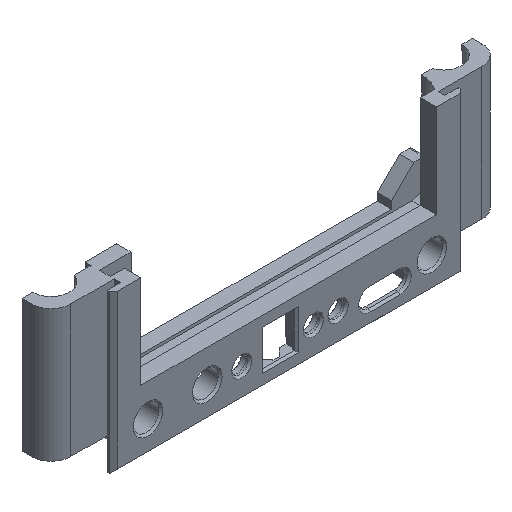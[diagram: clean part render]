
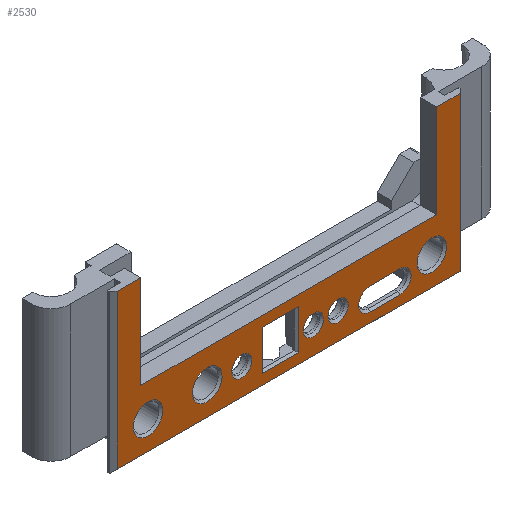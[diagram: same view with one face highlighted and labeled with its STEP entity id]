
A CAD part, isometric view. The second image highlights one B-rep face of the part: STEP entity #2530.
In plain terms, the highlighted planar face has unit normal (0, -1, 0).
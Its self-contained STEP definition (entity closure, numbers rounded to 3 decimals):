
#36=FACE_BOUND('',#348,.T.);
#37=FACE_BOUND('',#349,.T.);
#38=FACE_BOUND('',#350,.T.);
#39=FACE_BOUND('',#351,.T.);
#40=FACE_BOUND('',#352,.T.);
#41=FACE_BOUND('',#353,.T.);
#42=FACE_BOUND('',#354,.T.);
#43=FACE_BOUND('',#355,.T.);
#101=CIRCLE('',#2721,2.3);
#102=CIRCLE('',#2722,2.3);
#103=CIRCLE('',#2723,3.);
#104=CIRCLE('',#2724,2.05);
#105=CIRCLE('',#2725,2.05);
#106=CIRCLE('',#2726,2.05);
#107=CIRCLE('',#2727,3.);
#108=CIRCLE('',#2728,3.);
#200=FACE_OUTER_BOUND('',#347,.T.);
#347=EDGE_LOOP('',(#1875,#1876,#1877,#1878,#1879,#1880,#1881,#1882));
#348=EDGE_LOOP('',(#1883,#1884,#1885,#1886));
#349=EDGE_LOOP('',(#1887));
#350=EDGE_LOOP('',(#1888));
#351=EDGE_LOOP('',(#1889));
#352=EDGE_LOOP('',(#1890));
#353=EDGE_LOOP('',(#1891));
#354=EDGE_LOOP('',(#1892));
#355=EDGE_LOOP('',(#1893,#1894,#1895,#1896));
#553=LINE('',#3859,#846);
#556=LINE('',#3864,#849);
#560=LINE('',#3871,#853);
#561=LINE('',#3873,#854);
#563=LINE('',#3878,#856);
#564=LINE('',#3880,#857);
#565=LINE('',#3882,#858);
#566=LINE('',#3884,#859);
#567=LINE('',#3886,#860);
#568=LINE('',#3888,#861);
#569=LINE('',#3890,#862);
#570=LINE('',#3891,#863);
#571=LINE('',#3896,#864);
#572=LINE('',#3899,#865);
#846=VECTOR('',#3111,10.);
#849=VECTOR('',#3116,10.);
#853=VECTOR('',#3122,10.);
#854=VECTOR('',#3125,10.);
#856=VECTOR('',#3129,10.);
#857=VECTOR('',#3130,10.);
#858=VECTOR('',#3131,10.);
#859=VECTOR('',#3132,10.);
#860=VECTOR('',#3133,10.);
#861=VECTOR('',#3134,10.);
#862=VECTOR('',#3135,10.);
#863=VECTOR('',#3136,10.);
#864=VECTOR('',#3139,10.);
#865=VECTOR('',#3142,10.);
#1137=VERTEX_POINT('',#3857);
#1138=VERTEX_POINT('',#3858);
#1139=VERTEX_POINT('',#3863);
#1141=VERTEX_POINT('',#3869);
#1142=VERTEX_POINT('',#3876);
#1143=VERTEX_POINT('',#3877);
#1144=VERTEX_POINT('',#3879);
#1145=VERTEX_POINT('',#3881);
#1146=VERTEX_POINT('',#3883);
#1147=VERTEX_POINT('',#3885);
#1148=VERTEX_POINT('',#3887);
#1149=VERTEX_POINT('',#3889);
#1150=VERTEX_POINT('',#3892);
#1151=VERTEX_POINT('',#3893);
#1152=VERTEX_POINT('',#3895);
#1153=VERTEX_POINT('',#3897);
#1154=VERTEX_POINT('',#3900);
#1155=VERTEX_POINT('',#3902);
#1156=VERTEX_POINT('',#3904);
#1157=VERTEX_POINT('',#3906);
#1158=VERTEX_POINT('',#3908);
#1159=VERTEX_POINT('',#3910);
#1414=EDGE_CURVE('',#1137,#1138,#553,.T.);
#1417=EDGE_CURVE('',#1138,#1139,#556,.T.);
#1421=EDGE_CURVE('',#1141,#1137,#560,.T.);
#1422=EDGE_CURVE('',#1139,#1141,#561,.T.);
#1424=EDGE_CURVE('',#1142,#1143,#563,.T.);
#1425=EDGE_CURVE('',#1144,#1142,#564,.T.);
#1426=EDGE_CURVE('',#1145,#1144,#565,.T.);
#1427=EDGE_CURVE('',#1145,#1146,#566,.T.);
#1428=EDGE_CURVE('',#1146,#1147,#567,.T.);
#1429=EDGE_CURVE('',#1147,#1148,#568,.T.);
#1430=EDGE_CURVE('',#1149,#1148,#569,.T.);
#1431=EDGE_CURVE('',#1143,#1149,#570,.T.);
#1432=EDGE_CURVE('',#1150,#1151,#101,.T.);
#1433=EDGE_CURVE('',#1152,#1150,#571,.T.);
#1434=EDGE_CURVE('',#1153,#1152,#102,.T.);
#1435=EDGE_CURVE('',#1151,#1153,#572,.T.);
#1436=EDGE_CURVE('',#1154,#1154,#103,.T.);
#1437=EDGE_CURVE('',#1155,#1155,#104,.T.);
#1438=EDGE_CURVE('',#1156,#1156,#105,.T.);
#1439=EDGE_CURVE('',#1157,#1157,#106,.T.);
#1440=EDGE_CURVE('',#1158,#1158,#107,.T.);
#1441=EDGE_CURVE('',#1159,#1159,#108,.T.);
#1875=ORIENTED_EDGE('',*,*,#1424,.F.);
#1876=ORIENTED_EDGE('',*,*,#1425,.F.);
#1877=ORIENTED_EDGE('',*,*,#1426,.F.);
#1878=ORIENTED_EDGE('',*,*,#1427,.T.);
#1879=ORIENTED_EDGE('',*,*,#1428,.T.);
#1880=ORIENTED_EDGE('',*,*,#1429,.T.);
#1881=ORIENTED_EDGE('',*,*,#1430,.F.);
#1882=ORIENTED_EDGE('',*,*,#1431,.F.);
#1883=ORIENTED_EDGE('',*,*,#1432,.F.);
#1884=ORIENTED_EDGE('',*,*,#1433,.F.);
#1885=ORIENTED_EDGE('',*,*,#1434,.F.);
#1886=ORIENTED_EDGE('',*,*,#1435,.F.);
#1887=ORIENTED_EDGE('',*,*,#1436,.F.);
#1888=ORIENTED_EDGE('',*,*,#1437,.F.);
#1889=ORIENTED_EDGE('',*,*,#1438,.F.);
#1890=ORIENTED_EDGE('',*,*,#1439,.F.);
#1891=ORIENTED_EDGE('',*,*,#1440,.F.);
#1892=ORIENTED_EDGE('',*,*,#1441,.F.);
#1893=ORIENTED_EDGE('',*,*,#1414,.F.);
#1894=ORIENTED_EDGE('',*,*,#1421,.F.);
#1895=ORIENTED_EDGE('',*,*,#1422,.F.);
#1896=ORIENTED_EDGE('',*,*,#1417,.F.);
#2413=PLANE('',#2720);
#2530=ADVANCED_FACE('',(#200,#36,#37,#38,#39,#40,#41,#42,#43),#2413,.T.);
#2720=AXIS2_PLACEMENT_3D('',#3875,#3127,#3128);
#2721=AXIS2_PLACEMENT_3D('',#3894,#3137,#3138);
#2722=AXIS2_PLACEMENT_3D('',#3898,#3140,#3141);
#2723=AXIS2_PLACEMENT_3D('',#3901,#3143,#3144);
#2724=AXIS2_PLACEMENT_3D('',#3903,#3145,#3146);
#2725=AXIS2_PLACEMENT_3D('',#3905,#3147,#3148);
#2726=AXIS2_PLACEMENT_3D('',#3907,#3149,#3150);
#2727=AXIS2_PLACEMENT_3D('',#3909,#3151,#3152);
#2728=AXIS2_PLACEMENT_3D('',#3911,#3153,#3154);
#3111=DIRECTION('',(0.,0.,-1.));
#3116=DIRECTION('',(1.,0.,0.));
#3122=DIRECTION('',(-1.,0.,0.));
#3125=DIRECTION('',(0.,0.,1.));
#3127=DIRECTION('center_axis',(0.,-1.,0.));
#3128=DIRECTION('ref_axis',(0.,0.,-1.));
#3129=DIRECTION('',(0.,0.,1.));
#3130=DIRECTION('',(-1.,0.,0.));
#3131=DIRECTION('',(0.,0.,-1.));
#3132=DIRECTION('',(-1.,0.,0.));
#3133=DIRECTION('',(0.,0.,-1.));
#3134=DIRECTION('',(-1.,0.,0.));
#3135=DIRECTION('',(0.,0.,-1.));
#3136=DIRECTION('',(1.,0.,0.));
#3137=DIRECTION('center_axis',(0.,-1.,0.));
#3138=DIRECTION('ref_axis',(0.,0.,-1.));
#3139=DIRECTION('',(1.,0.,0.));
#3140=DIRECTION('center_axis',(0.,-1.,0.));
#3141=DIRECTION('ref_axis',(0.,0.,1.));
#3142=DIRECTION('',(-1.,0.,0.));
#3143=DIRECTION('center_axis',(0.,-1.,0.));
#3144=DIRECTION('ref_axis',(1.,0.,0.));
#3145=DIRECTION('center_axis',(0.,-1.,0.));
#3146=DIRECTION('ref_axis',(1.,0.,0.));
#3147=DIRECTION('center_axis',(0.,-1.,0.));
#3148=DIRECTION('ref_axis',(1.,0.,0.));
#3149=DIRECTION('center_axis',(0.,-1.,0.));
#3150=DIRECTION('ref_axis',(1.,0.,0.));
#3151=DIRECTION('center_axis',(0.,-1.,0.));
#3152=DIRECTION('ref_axis',(1.,0.,0.));
#3153=DIRECTION('center_axis',(0.,-1.,0.));
#3154=DIRECTION('ref_axis',(1.,0.,0.));
#3857=CARTESIAN_POINT('',(-5.35,-8.4,8.5));
#3858=CARTESIAN_POINT('',(-5.35,-8.4,0.4));
#3859=CARTESIAN_POINT('',(-5.35,-8.4,7.15));
#3863=CARTESIAN_POINT('',(1.95,-8.4,0.4));
#3864=CARTESIAN_POINT('',(9.662,-8.4,0.4));
#3869=CARTESIAN_POINT('',(1.95,-8.4,8.5));
#3871=CARTESIAN_POINT('',(6.412,-8.4,8.5));
#3873=CARTESIAN_POINT('',(1.95,-8.4,10.8));
#3875=CARTESIAN_POINT('Origin',(17.775,-8.4,13.5));
#3876=CARTESIAN_POINT('',(-34.75,-8.4,-1.7));
#3877=CARTESIAN_POINT('',(-34.75,-8.4,29.5));
#3878=CARTESIAN_POINT('',(-34.75,-8.4,5.5));
#3879=CARTESIAN_POINT('',(34.75,-8.4,-1.7));
#3880=CARTESIAN_POINT('',(8.887,-8.4,-1.7));
#3881=CARTESIAN_POINT('',(34.75,-8.4,29.5));
#3882=CARTESIAN_POINT('',(34.75,-8.4,5.5));
#3883=CARTESIAN_POINT('',(29.95,-8.4,29.5));
#3884=CARTESIAN_POINT('',(35.55,-8.4,29.5));
#3885=CARTESIAN_POINT('',(29.95,-8.4,10.6));
#3886=CARTESIAN_POINT('',(29.95,-8.4,29.5));
#3887=CARTESIAN_POINT('',(-29.95,-8.4,10.6));
#3888=CARTESIAN_POINT('',(29.95,-8.4,10.6));
#3889=CARTESIAN_POINT('',(-29.95,-8.4,29.5));
#3890=CARTESIAN_POINT('',(-29.95,-8.4,29.5));
#3891=CARTESIAN_POINT('',(-35.55,-8.4,29.5));
#3892=CARTESIAN_POINT('',(22.5,-8.4,0.25));
#3893=CARTESIAN_POINT('',(22.5,-8.4,4.85));
#3894=CARTESIAN_POINT('Origin',(22.5,-8.4,2.55));
#3895=CARTESIAN_POINT('',(16.5,-8.4,0.25));
#3896=CARTESIAN_POINT('',(20.138,-8.4,0.25));
#3897=CARTESIAN_POINT('',(16.5,-8.4,4.85));
#3898=CARTESIAN_POINT('Origin',(16.5,-8.4,2.55));
#3899=CARTESIAN_POINT('',(17.138,-8.4,4.85));
#3900=CARTESIAN_POINT('',(-19.5,-8.4,4.));
#3901=CARTESIAN_POINT('Origin',(-16.5,-8.4,4.));
#3902=CARTESIAN_POINT('',(7.95,-8.4,3.75));
#3903=CARTESIAN_POINT('Origin',(10.,-8.4,3.75));
#3904=CARTESIAN_POINT('',(-11.55,-8.4,3.75));
#3905=CARTESIAN_POINT('Origin',(-9.5,-8.4,3.75));
#3906=CARTESIAN_POINT('',(2.95,-8.4,3.75));
#3907=CARTESIAN_POINT('Origin',(5.,-8.4,3.75));
#3908=CARTESIAN_POINT('',(26.,-8.4,4.));
#3909=CARTESIAN_POINT('Origin',(29.,-8.4,4.));
#3910=CARTESIAN_POINT('',(-31.5,-8.4,4.));
#3911=CARTESIAN_POINT('Origin',(-28.5,-8.4,4.));
